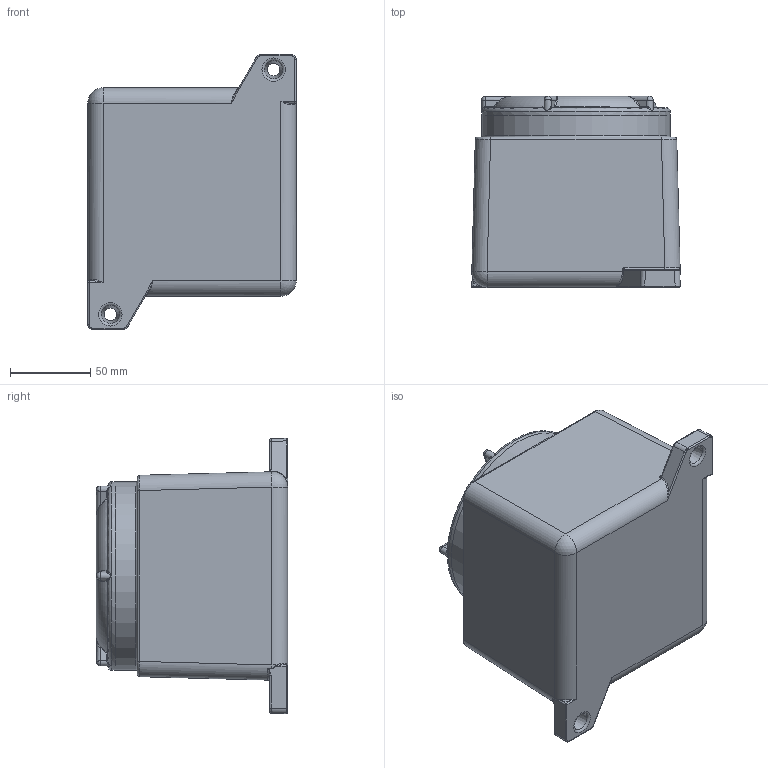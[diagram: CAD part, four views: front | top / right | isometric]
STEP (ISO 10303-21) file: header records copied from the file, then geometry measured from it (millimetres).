
FILE_DESCRIPTION(/* description */ ('GRB BOX WITH BLANK COVER'),/* implementation_level */ '2;1');
FILE_NAME(/* name */ 'KIL_GRB.stp',/* time_stamp */ '2017-12-13T18:09:50+06:00',/* author */ ('ypadmaraja'),/* organization */ (''),/* preprocessor_version */ 'ST-DEVELOPER v16.13',/* originating_system */ 'Autodesk Inventor 2018',/* authorisation */ '');
FILE_SCHEMA (('AUTOMOTIVE_DESIGN { 1 0 10303 214 3 1 1 }'));
Length unit declared in the file: inch
Products named in the file (3): GRB; 17793; 17797
Assembly tree (2 placements, depth 2):
  GRB
    17793
    17797
Bounding box: 129.76 x 119.09 x 171.41 mm (x, y, z)
Volume: 880038.1 mm3; surface area: 166081.8 mm2
Topology: 2 solids, 2 shells, 1363 faces, 3582 edges, 2300 vertices
Faces by surface type: plane 732, bspline 474, cylinder 94, sphere 24, torus 23, cone 16
Full cylindrical faces by diameter (mm): 2.184 x4, 3.302 x1, 99.543 x1, 103.073 x1, 103.143 x1, 110.338 x1, 117.475 x2
Entity records: 46489 total; most frequent: CARTESIAN_POINT 16094, ORIENTED_EDGE 7006, DIRECTION 4733, EDGE_CURVE 3503, LINE 2305, VECTOR 2305, VERTEX_POINT 2283, EDGE_LOOP 1506
